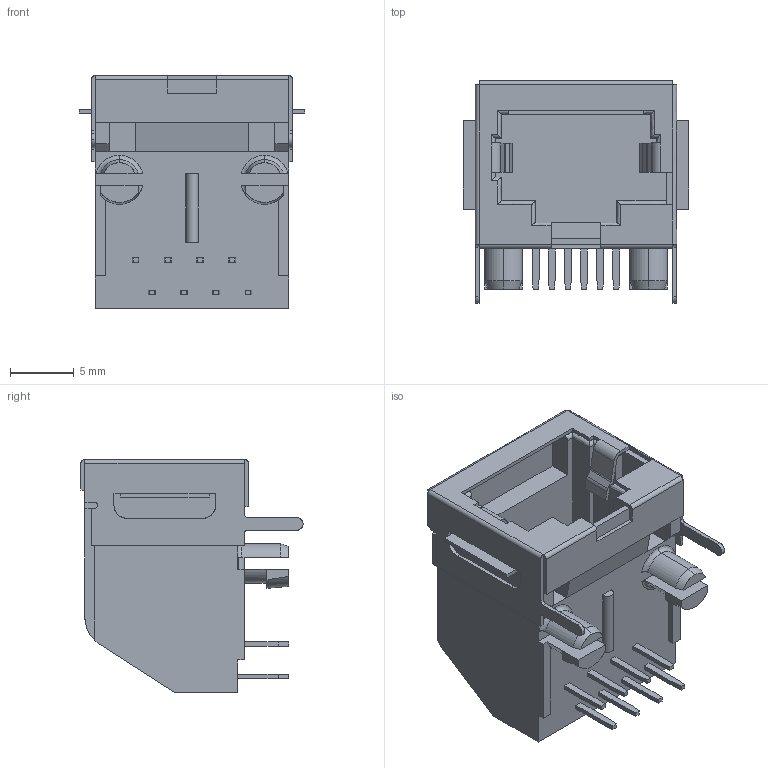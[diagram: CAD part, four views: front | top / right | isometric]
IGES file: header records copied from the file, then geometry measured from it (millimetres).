
Start section: SolidWorks IGES file using analytic representation for surfaces
Global section: file name: GDLX-S-88K_A.IGS; native system: SolidWorks 2020; preprocessor: SolidWorks 2020; author: Ckelleher; date: 210629.173926; units: millimetre
Bounding box: 17.78 x 17.49 x 18.34 mm (x, y, z)
Surface area: 2792.7 mm2 (no closed solid volume)
Topology: 0 solids, 0 shells, 301 faces, 2107 edges, 2107 vertices
Faces by surface type: bspline 235, revolution 66
